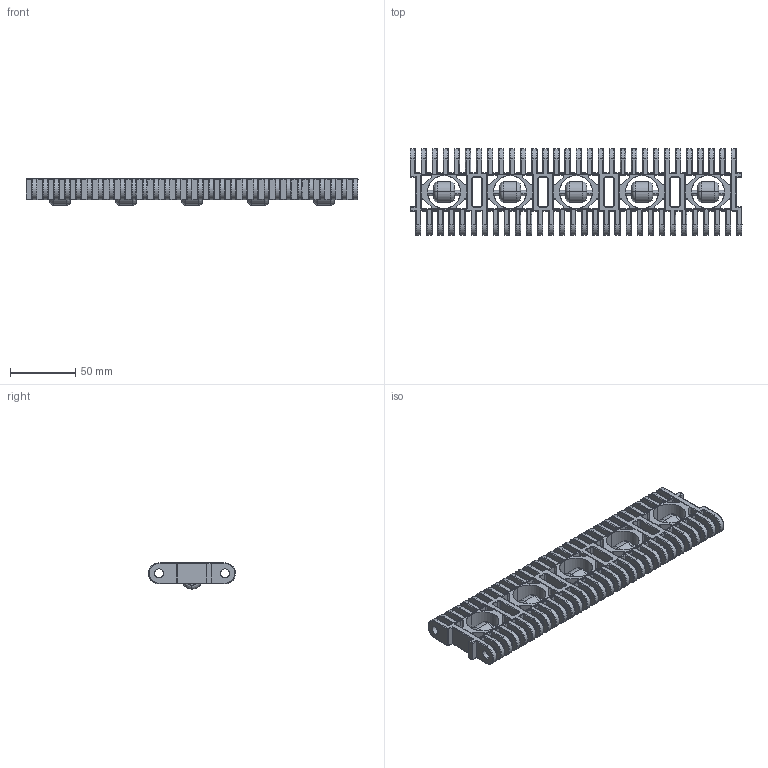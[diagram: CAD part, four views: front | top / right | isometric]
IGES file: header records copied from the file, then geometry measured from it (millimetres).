
Start section: SolidWorks IGES file using analytic representation for surfaces
Global section: file name: 597.IGS; native system: SolidWorks 2012; preprocessor: SolidWorks 2012; author: Sky; date: 140313.133105; units: millimetre
Bounding box: 254 x 66.5 x 20 mm (x, y, z)
Surface area: 80396.4 mm2 (no closed solid volume)
Topology: 0 solids, 0 shells, 1370 faces, 16982 edges, 16978 vertices
Faces by surface type: revolution 766, bspline 604
